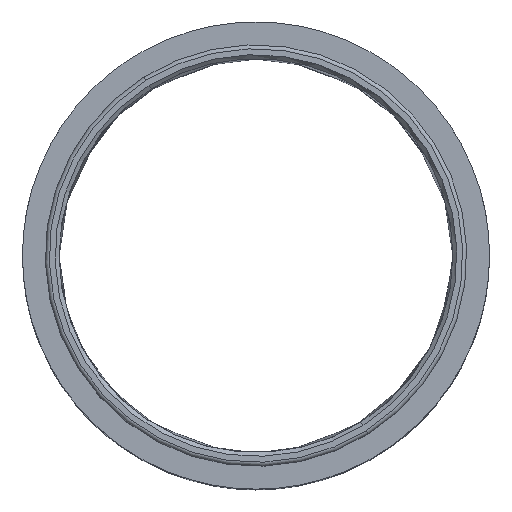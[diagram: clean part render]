
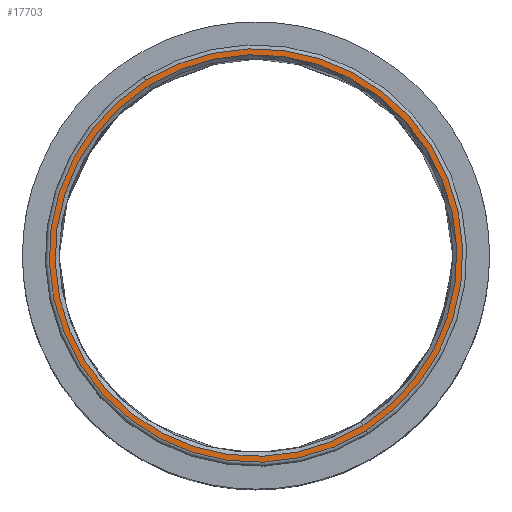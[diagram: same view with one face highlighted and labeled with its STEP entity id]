
A CAD part, top view. The second image highlights one B-rep face of the part: STEP entity #17703.
In plain terms, the highlighted planar face has unit normal (0, 0, 1).
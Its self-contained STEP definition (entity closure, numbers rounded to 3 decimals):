
#1227 = VERTEX_POINT ( 'NONE', #22049 ) ;
#1439 = CIRCLE ( 'NONE', #14582, 510. ) ;
#1440 = FACE_OUTER_BOUND ( 'NONE', #3271, .T. ) ;
#2198 = CARTESIAN_POINT ( 'NONE',  ( 271.588, -431.671, 1250. ) ) ;
#2452 = CIRCLE ( 'NONE', #15272, 525. ) ;
#3271 = EDGE_LOOP ( 'NONE', ( #9788, #17367 ) ) ;
#3617 = AXIS2_PLACEMENT_3D ( 'NONE', #22590, #22263, #20429 ) ;
#3618 = CIRCLE ( 'NONE', #11315, 525. ) ;
#4011 = DIRECTION ( 'NONE',  ( 0., 0., -1. ) ) ;
#4931 = CARTESIAN_POINT ( 'NONE',  ( 0., 0., 1250. ) ) ;
#5191 = EDGE_CURVE ( 'NONE', #17799, #14068, #2452, .T. ) ;
#5549 = ORIENTED_EDGE ( 'NONE', *, *, #17286, .T. ) ;
#7309 = CARTESIAN_POINT ( 'NONE',  ( -279.576, 444.367, 1250. ) ) ;
#7633 = CIRCLE ( 'NONE', #20428, 510. ) ;
#8215 = DIRECTION ( 'NONE',  ( -0.533, 0.846, 0. ) ) ;
#8896 = VERTEX_POINT ( 'NONE', #2198 ) ;
#8966 = CARTESIAN_POINT ( 'NONE',  ( 279.576, -444.367, 1250. ) ) ;
#9788 = ORIENTED_EDGE ( 'NONE', *, *, #11026, .F. ) ;
#10833 = DIRECTION ( 'NONE',  ( -0.533, 0.846, 0. ) ) ;
#11026 = EDGE_CURVE ( 'NONE', #14068, #17799, #3618, .T. ) ;
#11315 = AXIS2_PLACEMENT_3D ( 'NONE', #4931, #20936, #22653 ) ;
#12833 = EDGE_LOOP ( 'NONE', ( #19374, #5549 ) ) ;
#14068 = VERTEX_POINT ( 'NONE', #7309 ) ;
#14582 = AXIS2_PLACEMENT_3D ( 'NONE', #16494, #4011, #8215 ) ;
#15272 = AXIS2_PLACEMENT_3D ( 'NONE', #16265, #17977, #21276 ) ;
#15875 = CARTESIAN_POINT ( 'NONE',  ( 0., 0., 1250. ) ) ;
#16265 = CARTESIAN_POINT ( 'NONE',  ( 0., 0., 1250. ) ) ;
#16494 = CARTESIAN_POINT ( 'NONE',  ( 0., 0., 1250. ) ) ;
#16694 = EDGE_CURVE ( 'NONE', #8896, #1227, #1439, .T. ) ;
#16896 = PLANE ( 'NONE',  #3617 ) ;
#17286 = EDGE_CURVE ( 'NONE', #1227, #8896, #7633, .T. ) ;
#17346 = FACE_BOUND ( 'NONE', #12833, .T. ) ;
#17367 = ORIENTED_EDGE ( 'NONE', *, *, #5191, .F. ) ;
#17703 = ADVANCED_FACE ( 'NONE', ( #17346, #1440 ), #16896, .T. ) ;
#17799 = VERTEX_POINT ( 'NONE', #8966 ) ;
#17977 = DIRECTION ( 'NONE',  ( 0., 0., -1. ) ) ;
#19374 = ORIENTED_EDGE ( 'NONE', *, *, #16694, .T. ) ;
#20428 = AXIS2_PLACEMENT_3D ( 'NONE', #15875, #21113, #10833 ) ;
#20429 = DIRECTION ( 'NONE',  ( 1., 0., 0. ) ) ;
#20936 = DIRECTION ( 'NONE',  ( 0., 0., -1. ) ) ;
#21113 = DIRECTION ( 'NONE',  ( 0., 0., -1. ) ) ;
#21276 = DIRECTION ( 'NONE',  ( -0.533, 0.846, 0. ) ) ;
#22049 = CARTESIAN_POINT ( 'NONE',  ( -271.588, 431.671, 1250. ) ) ;
#22263 = DIRECTION ( 'NONE',  ( 0., 0., 1. ) ) ;
#22590 = CARTESIAN_POINT ( 'NONE',  ( 0., 0., 1250. ) ) ;
#22653 = DIRECTION ( 'NONE',  ( -0.533, 0.846, 0. ) ) ;
